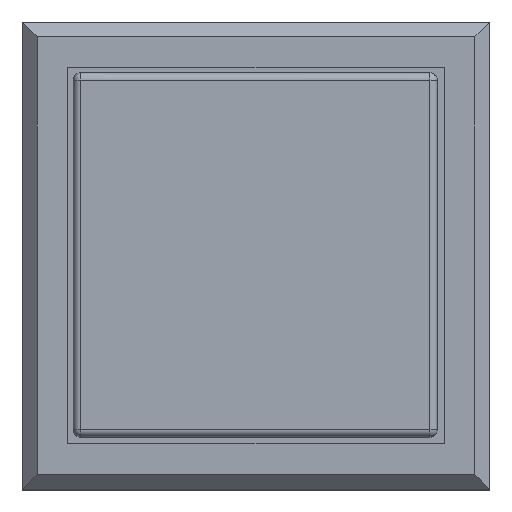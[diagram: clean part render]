
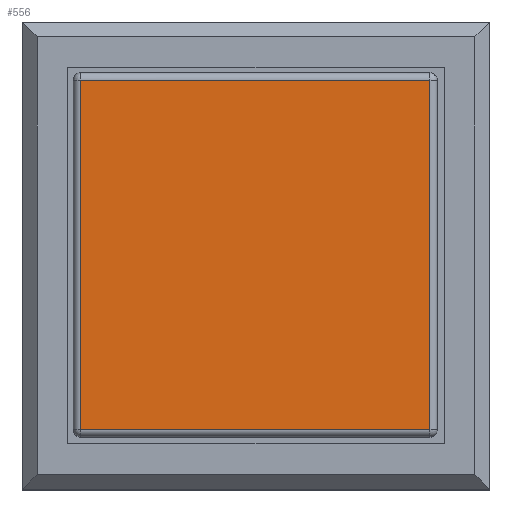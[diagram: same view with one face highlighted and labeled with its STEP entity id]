
A CAD part, top view. The second image highlights one B-rep face of the part: STEP entity #556.
In plain terms, the highlighted planar face has unit normal (0, 0, 1).
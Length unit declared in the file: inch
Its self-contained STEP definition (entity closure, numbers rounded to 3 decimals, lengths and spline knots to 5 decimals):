
#171=CARTESIAN_POINT('',(0.22539,-0.22539,0.53543));
#172=VERTEX_POINT('',#171);
#206=CARTESIAN_POINT('',(0.22539,0.22736,0.53543));
#207=VERTEX_POINT('',#206);
#232=CARTESIAN_POINT('',(-0.22736,-0.22539,0.53543));
#233=VERTEX_POINT('',#232);
#265=CARTESIAN_POINT('',(-0.22736,0.22736,0.53543));
#266=VERTEX_POINT('',#265);
#340=CARTESIAN_POINT('',(-0.22736,-0.22539,0.53543));
#341=DIRECTION('',(0.0,1.0,0.0));
#342=VECTOR('',#341,0.45276);
#343=LINE('',#340,#342);
#344=EDGE_CURVE('',#233,#266,#343,.T.);
#362=CARTESIAN_POINT('',(-0.22736,0.22736,0.53543));
#363=DIRECTION('',(1.0,0.0,0.0));
#364=VECTOR('',#363,0.45276);
#365=LINE('',#362,#364);
#366=EDGE_CURVE('',#266,#207,#365,.T.);
#416=CARTESIAN_POINT('',(0.22539,-0.22539,0.53543));
#417=DIRECTION('',(-1.0,0.0,0.0));
#418=VECTOR('',#417,0.45276);
#419=LINE('',#416,#418);
#420=EDGE_CURVE('',#172,#233,#419,.T.);
#470=CARTESIAN_POINT('',(0.22539,0.22736,0.53543));
#471=DIRECTION('',(0.0,-1.0,0.0));
#472=VECTOR('',#471,0.45276);
#473=LINE('',#470,#472);
#474=EDGE_CURVE('',#207,#172,#473,.T.);
#545=CARTESIAN_POINT('',(0.24803,0.25,0.53543));
#546=DIRECTION('',(0.0,0.0,1.0));
#547=DIRECTION('',(1.0,0.0,0.0));
#548=AXIS2_PLACEMENT_3D('',#545,#546,#547);
#549=PLANE('',#548);
#550=ORIENTED_EDGE('',*,*,#344,.F.);
#551=ORIENTED_EDGE('',*,*,#420,.F.);
#552=ORIENTED_EDGE('',*,*,#474,.F.);
#553=ORIENTED_EDGE('',*,*,#366,.F.);
#554=EDGE_LOOP('',(#550,#551,#552,#553));
#555=FACE_OUTER_BOUND('',#554,.T.);
#556=ADVANCED_FACE('',(#555),#549,.T.);
